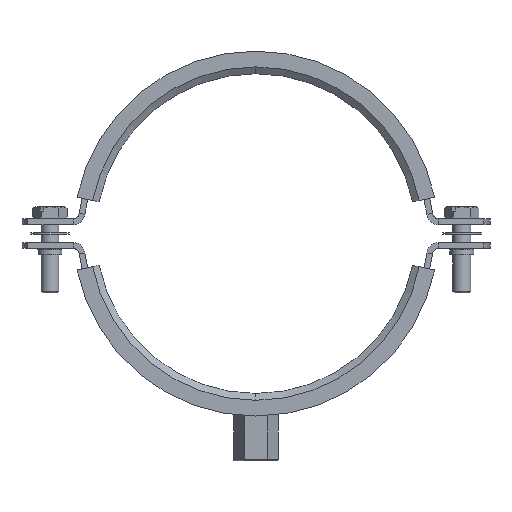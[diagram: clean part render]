
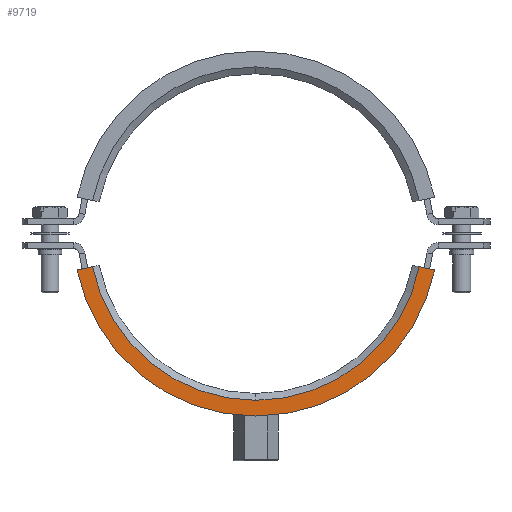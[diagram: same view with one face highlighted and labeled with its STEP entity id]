
A CAD part, front view. The second image highlights one B-rep face of the part: STEP entity #9719.
In plain terms, the highlighted planar face has unit normal (0, -1, 0).
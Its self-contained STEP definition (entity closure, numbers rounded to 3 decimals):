
#524 = DIRECTION ( 'NONE',  ( 0., 1., 0. ) ) ;
#1532 = EDGE_LOOP ( 'NONE', ( #19397, #1694, #9189, #14535 ) ) ;
#1694 = ORIENTED_EDGE ( 'NONE', *, *, #17010, .F. ) ;
#3384 = CIRCLE ( 'NONE', #10870, 56.2 ) ;
#3891 = EDGE_CURVE ( 'NONE', #7858, #8645, #10657, .T. ) ;
#3909 = PLANE ( 'NONE',  #7994 ) ;
#5064 = VERTEX_POINT ( 'NONE', #11482 ) ;
#5104 = DIRECTION ( 'NONE',  ( -0.98, 0., -0.199 ) ) ;
#5740 = VECTOR ( 'NONE', #14536, 1000. ) ;
#6143 = CARTESIAN_POINT ( 'NONE',  ( 55.079, -11.5, 46.829 ) ) ;
#7038 = DIRECTION ( 'NONE',  ( 0., 0., 1. ) ) ;
#7121 = LINE ( 'NONE', #11058, #5740 ) ;
#7664 = CIRCLE ( 'NONE', #21470, 61.5 ) ;
#7858 = VERTEX_POINT ( 'NONE', #24391 ) ;
#7963 = CARTESIAN_POINT ( 'NONE',  ( -60.273, -11.5, 45.775 ) ) ;
#7994 = AXIS2_PLACEMENT_3D ( 'NONE', #18524, #14807, #7038 ) ;
#8460 = CARTESIAN_POINT ( 'NONE',  ( -55.079, -11.5, 46.829 ) ) ;
#8645 = VERTEX_POINT ( 'NONE', #7963 ) ;
#9189 = ORIENTED_EDGE ( 'NONE', *, *, #17409, .T. ) ;
#9719 = ADVANCED_FACE ( 'NONE', ( #11998 ), #3909, .F. ) ;
#10657 = LINE ( 'NONE', #8460, #11830 ) ;
#10870 = AXIS2_PLACEMENT_3D ( 'NONE', #23705, #21853, #14193 ) ;
#11058 = CARTESIAN_POINT ( 'NONE',  ( 55.079, -11.5, 46.829 ) ) ;
#11482 = CARTESIAN_POINT ( 'NONE',  ( 60.273, -11.5, 45.775 ) ) ;
#11562 = VERTEX_POINT ( 'NONE', #6143 ) ;
#11830 = VECTOR ( 'NONE', #5104, 1000. ) ;
#11998 = FACE_OUTER_BOUND ( 'NONE', #1532, .T. ) ;
#13641 = EDGE_CURVE ( 'NONE', #5064, #8645, #7664, .T. ) ;
#14098 = DIRECTION ( 'NONE',  ( 0., 0., 1. ) ) ;
#14193 = DIRECTION ( 'NONE',  ( 0., 0., 1. ) ) ;
#14535 = ORIENTED_EDGE ( 'NONE', *, *, #3891, .T. ) ;
#14536 = DIRECTION ( 'NONE',  ( 0.98, 0., -0.199 ) ) ;
#14807 = DIRECTION ( 'NONE',  ( 0., 1., 0. ) ) ;
#15588 = CARTESIAN_POINT ( 'NONE',  ( 0., -11.5, 58. ) ) ;
#17010 = EDGE_CURVE ( 'NONE', #11562, #5064, #7121, .T. ) ;
#17409 = EDGE_CURVE ( 'NONE', #11562, #7858, #3384, .T. ) ;
#18524 = CARTESIAN_POINT ( 'NONE',  ( 55.079, -11.5, 46.829 ) ) ;
#19397 = ORIENTED_EDGE ( 'NONE', *, *, #13641, .F. ) ;
#21470 = AXIS2_PLACEMENT_3D ( 'NONE', #15588, #524, #14098 ) ;
#21853 = DIRECTION ( 'NONE',  ( 0., 1., 0. ) ) ;
#23705 = CARTESIAN_POINT ( 'NONE',  ( 0., -11.5, 58. ) ) ;
#24391 = CARTESIAN_POINT ( 'NONE',  ( -55.079, -11.5, 46.829 ) ) ;
